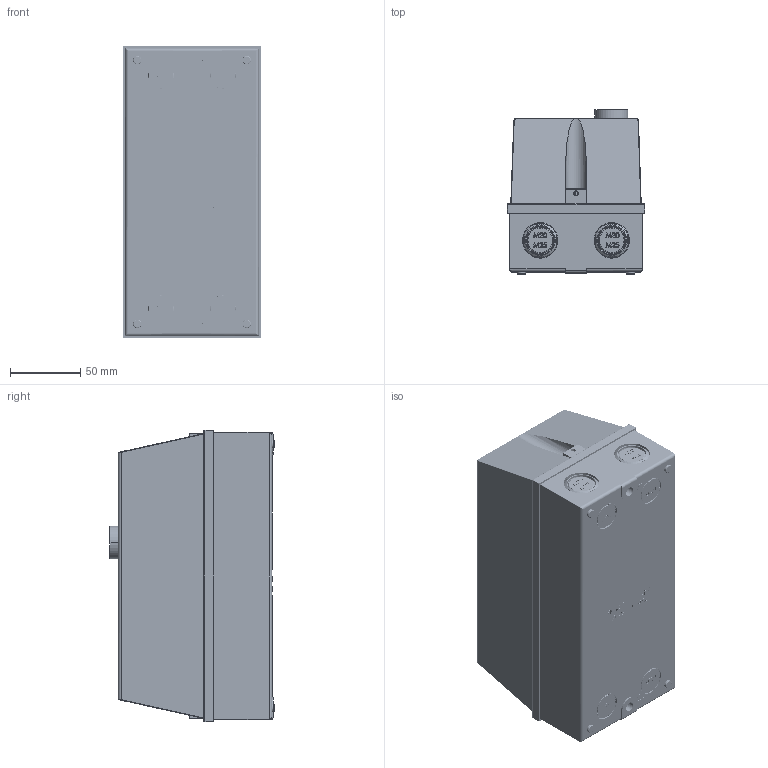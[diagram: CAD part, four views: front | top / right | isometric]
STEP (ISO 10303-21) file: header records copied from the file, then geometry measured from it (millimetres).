
FILE_DESCRIPTION((''),'2;1');
FILE_NAME('198E-A0S4_ASM','2016-10-03T',('phug'),(''),'PRO/ENGINEER BY PARAMETRIC TECHNOLOGY CORPORATION, 2012480','PRO/ENGINEER BY PARAMETRIC TECHNOLOGY CORPORATION, 2012480','');
FILE_SCHEMA(('AUTOMOTIVE_DESIGN { 1 0 10303 214 1 1 1 1 }'));
Products named in the file (19): 20073311633; 3429C00; 3437F00; 3454-117798; 3426F; 3439; 3456_BRIDA; 3456_TORNILLO; 3445B00; 3445_TIERRA_ASM; 3434J01; 3432F00; 3466; FILLET11; REDONDEO2; 3425I_ASM; 3446; ASM0005_ASM; 198E-A0S4_ASM
Assembly tree (26 placements, depth 4):
  198E-A0S4_ASM
    ASM0005_ASM
      20073311633  x4
      3429C00
      3437F00
      3454-117798  x2
      3426F
      3439  x2
      3445_TIERRA_ASM
        3456_BRIDA  x2
        3456_TORNILLO  x2
        3445B00
      3434J01
      3432F00
      3466
      3425I_ASM
        FILLET11
        REDONDEO2
      3446  x2
Bounding box: 97.9 x 116.95 x 207.9 mm (x, y, z)
Volume: 306110.7 mm3; surface area: 258792.7 mm2
Topology: 23 solids, 23 shells, 4230 faces, 11059 edges, 6992 vertices
Faces by surface type: plane 1736, cylinder 1073, extrusion 531, torus 340, bspline 271, cone 218, sphere 57, revolution 4
Entity records: 216656 total; most frequent: CARTESIAN_POINT 92811, ORIENTED_EDGE 19454, DIRECTION 16430, PRESENTATION_STYLE_ASSIGNMENT 10513, STYLED_ITEM 10513, CURVE_STYLE 9845, EDGE_CURVE 9727, VERTEX_POINT 6233
